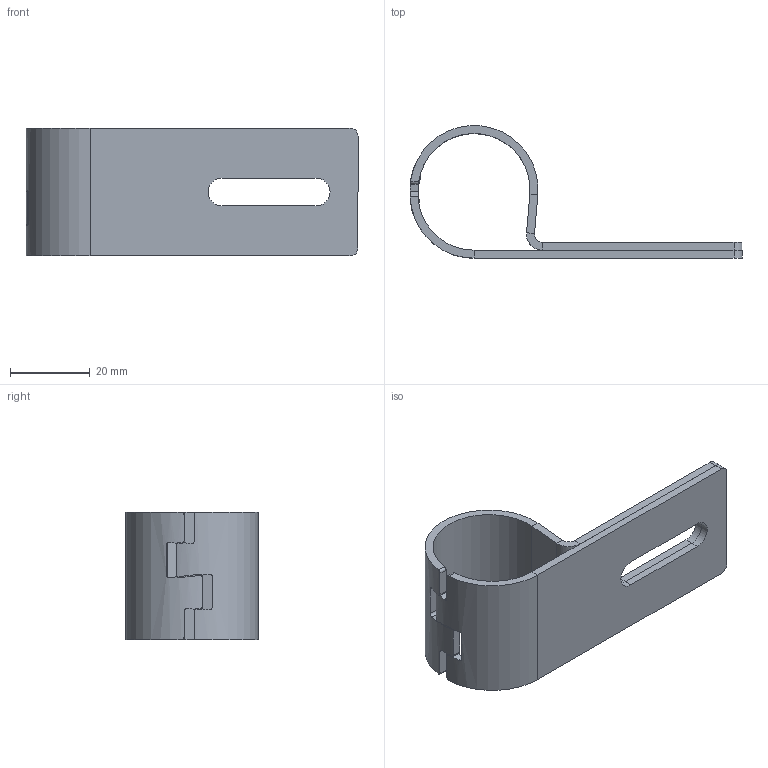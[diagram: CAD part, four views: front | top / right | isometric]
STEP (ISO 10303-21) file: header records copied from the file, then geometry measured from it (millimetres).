
FILE_DESCRIPTION((''),'2;1');
FILE_NAME('86112- poprawione.stp','2020-07-09T10:55:09',('trakoczy'),(''),'Autodesk Inventor 2013','Autodesk Inventor 2013','');
FILE_SCHEMA(('AUTOMOTIVE_DESIGN { 1 0 10303 214 1 1 1 1 }'));
Length unit declared in the file: millimetre
Products named in the file (3): 86112; 86112 - I; 86112 - II
Assembly tree (2 placements, depth 2):
  86112
    86112 - I
    86112 - II
Bounding box: 83 x 33.14 x 32 mm (x, y, z)
Volume: 12119.4 mm3; surface area: 13526.1 mm2
Topology: 2 solids, 2 shells, 68 faces, 176 edges, 112 vertices
Faces by surface type: plane 38, cylinder 30
Entity records: 2414 total; most frequent: CARTESIAN_POINT 697, ORIENTED_EDGE 352, DIRECTION 330, EDGE_CURVE 176, AXIS2_PLACEMENT_3D 113, VERTEX_POINT 112, VECTOR 104, LINE 104
